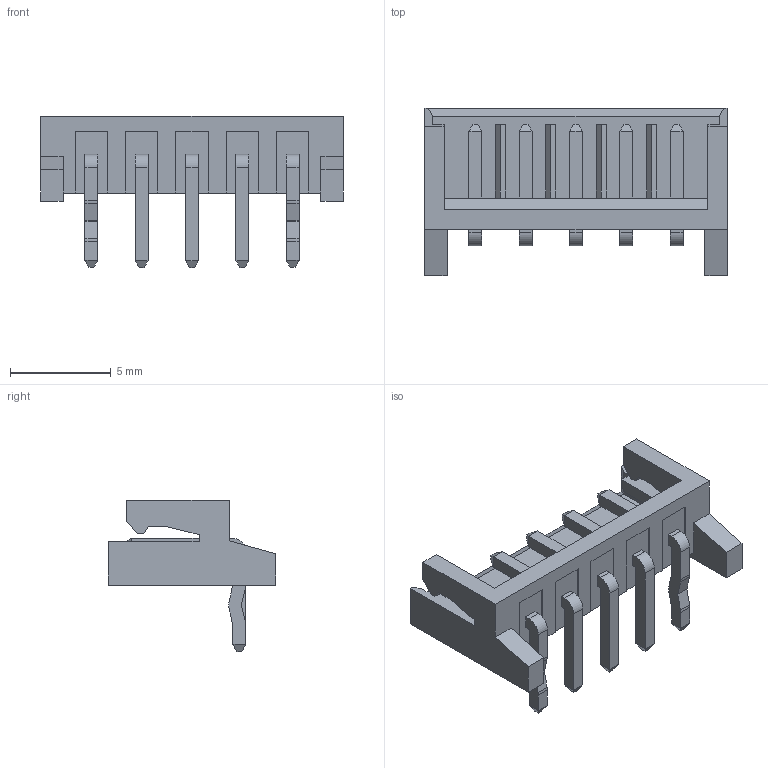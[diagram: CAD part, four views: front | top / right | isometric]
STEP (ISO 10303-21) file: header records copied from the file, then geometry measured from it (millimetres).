
FILE_DESCRIPTION(/* description */ ('Unknown'),/* implementation_level */ '2;1');
FILE_NAME(/* name */ 'J_Wurth_WR-WTB_68800511722',/* time_stamp */ '2025-05-22T16:43:18+08:00',/* author */ ('Unknown'),/* organization */ ('Unknown'),/* preprocessor_version */ 'ST-DEVELOPER v19.4',/* originating_system */ 'Solid Edge',/* authorisation */ 'Unknown');
FILE_SCHEMA (('AUTOMOTIVE_DESIGN {1 0 10303 214 3 1 1}'));
Length unit declared in the file: millimetre
Products named in the file (2): J_Wurth_WR-WTB_68800511722
Assembly tree (1 placements, depth 2):
  J_Wurth_WR-WTB_68800511722
    J_Wurth_WR-WTB_68800511722
Bounding box: 15 x 8.3 x 7.5 mm (x, y, z)
Volume: 154.1 mm3; surface area: 529.7 mm2
Topology: 1 solids, 8 shells, 267 faces, 681 edges, 440 vertices
Faces by surface type: plane 245, cylinder 22
Entity records: 9781 total; most frequent: CARTESIAN_POINT 1390, ORIENTED_EDGE 1362, DIRECTION 1263, EDGE_CURVE 681, LINE 637, VECTOR 637, VERTEX_POINT 440, AXIS2_PLACEMENT_3D 313
